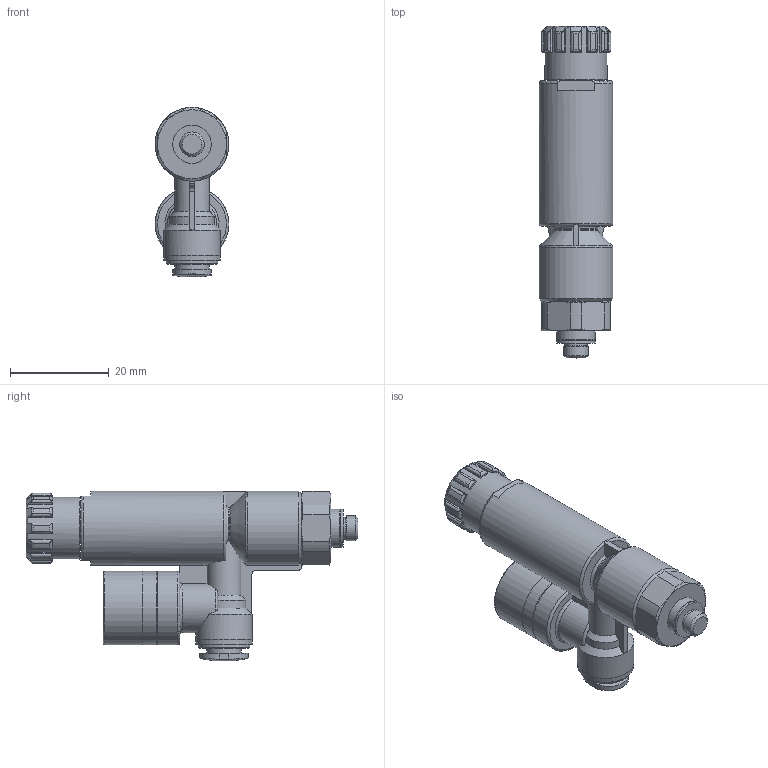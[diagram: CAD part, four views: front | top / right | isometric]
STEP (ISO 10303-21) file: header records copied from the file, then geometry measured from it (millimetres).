
FILE_DESCRIPTION(/* description */ ('STEP AP214'),/* implementation_level */ '2;1');
FILE_NAME(/* name */ '8086007_VRPA-LM-M5-Q4',/* time_stamp */ '2024-09-17T04:21:44+02:00',/* author */ ('License CC BY-ND 4.0'),/* organization */ ('CADENAS'),/* preprocessor_version */ 'ST-DEVELOPER v19.3',/* originating_system */ 'PARTsolutions',/* authorisation */ ' ');
FILE_SCHEMA (('AUTOMOTIVE_DESIGN {1 0 10303 214 3 1 1}'));
Length unit declared in the file: millimetre
Products named in the file (1): 8086007 VRPA-LM-M5-Q4---(0_high)
Bounding box: 15 x 67.4 x 34.4 mm (x, y, z)
Volume: 14605.6 mm3; surface area: 5687.4 mm2
Topology: 1 solids, 1 shells, 214 faces, 581 edges, 379 vertices
Faces by surface type: plane 80, cylinder 68, torus 40, cone 26
Full cylindrical faces by diameter (mm): 4 x1, 4.5 x1, 5 x2, 7 x1, 7.8 x2, 10.5 x1, 11.5 x1, 12.6 x1, 14.9 x1, 15 x3
Entity records: 8340 total; most frequent: CARTESIAN_POINT 1822, ORIENTED_EDGE 1098, DIRECTION 944, EDGE_CURVE 549, AXIS2_PLACEMENT_3D 392, VERTEX_POINT 372, EDGE_LOOP 249, FACE_BOUND 249
